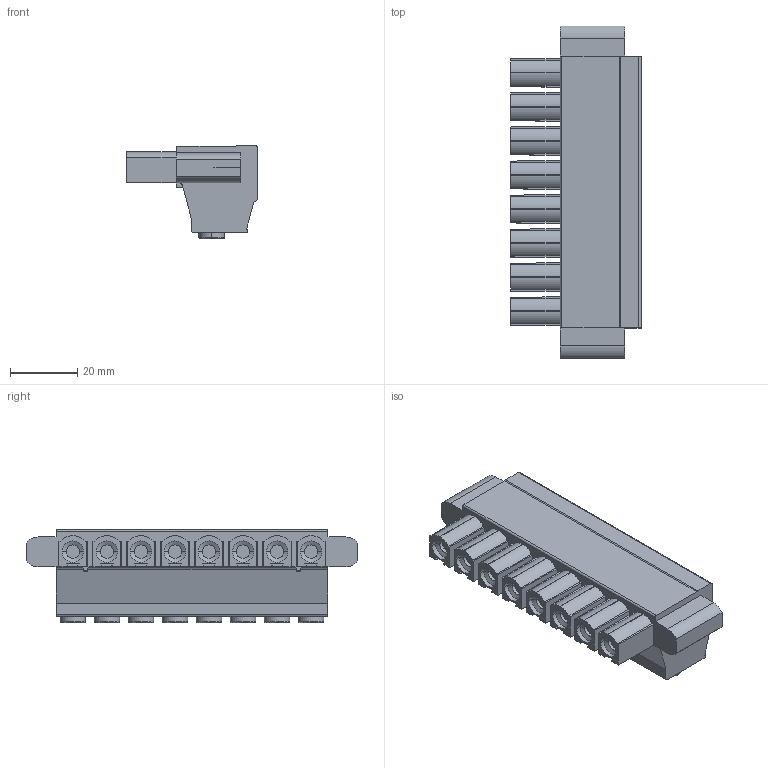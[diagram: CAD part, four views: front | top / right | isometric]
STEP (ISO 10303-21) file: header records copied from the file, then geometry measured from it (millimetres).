
FILE_DESCRIPTION((''),'2;1');
FILE_NAME('TLPSW-800V-XXP-XS','2024-09-09T16:41:47',('yanfa'),(''),'CREO PARAMETRIC BY PTC INC, 2018100','CREO PARAMETRIC BY PTC INC, 2018100','');
FILE_SCHEMA(('AUTOMOTIVE_DESIGN { 1 0 10303 214 1 1 1 1 }'));
Length unit declared in the file: millimetre
Products named in the file (1): TLPSW-800V-XXP-XS
Bounding box: 38.9 x 99.04 x 27.8 mm (x, y, z)
Volume: 49258 mm3; surface area: 17978.6 mm2
Topology: 1 solids, 1 shells, 582 faces, 1552 edges, 1008 vertices
Faces by surface type: plane 319, cylinder 231, torus 16, cone 16
Entity records: 18410 total; most frequent: CARTESIAN_POINT 3745, ORIENTED_EDGE 3104, DIRECTION 2963, EDGE_CURVE 1552, VERTEX_POINT 1008, VECTOR 1002, LINE 1002, AXIS2_PLACEMENT_3D 979
